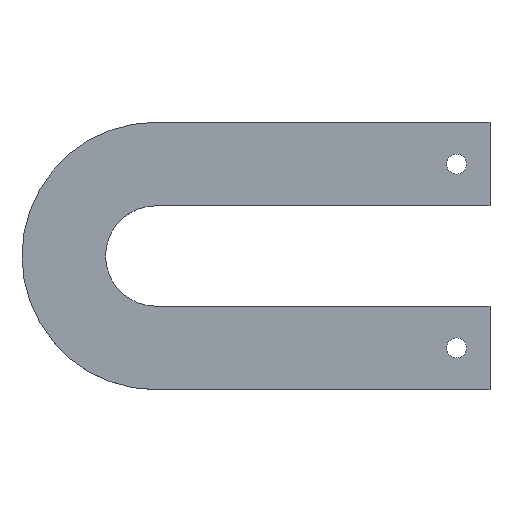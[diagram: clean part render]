
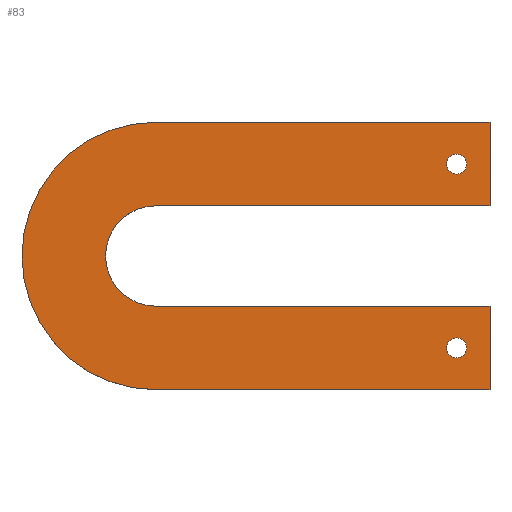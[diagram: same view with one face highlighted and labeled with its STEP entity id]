
A CAD part, top view. The second image highlights one B-rep face of the part: STEP entity #83.
In plain terms, the highlighted planar face has unit normal (0, 0, 1).
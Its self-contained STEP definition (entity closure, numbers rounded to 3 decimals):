
#83=ADVANCED_FACE('',(#106,#107,#108),#109,.T.);
#106=FACE_BOUND('',#136,.T.);
#107=FACE_BOUND('',#137,.T.);
#108=FACE_OUTER_BOUND('',#138,.T.);
#109=PLANE('',#139);
#136=EDGE_LOOP('',(#200));
#137=EDGE_LOOP('',(#201));
#138=EDGE_LOOP('',(#202,#203,#204,#205,#206,#207,#208,#209));
#139=AXIS2_PLACEMENT_3D('',#210,#211,#212);
#200=ORIENTED_EDGE('',*,*,#241,.T.);
#201=ORIENTED_EDGE('',*,*,#243,.T.);
#202=ORIENTED_EDGE('',*,*,#264,.T.);
#203=ORIENTED_EDGE('',*,*,#257,.T.);
#204=ORIENTED_EDGE('',*,*,#263,.T.);
#205=ORIENTED_EDGE('',*,*,#261,.T.);
#206=ORIENTED_EDGE('',*,*,#265,.T.);
#207=ORIENTED_EDGE('',*,*,#247,.T.);
#208=ORIENTED_EDGE('',*,*,#253,.T.);
#209=ORIENTED_EDGE('',*,*,#251,.T.);
#210=CARTESIAN_POINT('',(0.0,0.0,10.0));
#211=DIRECTION('',(0.0,0.0,1.0));
#212=DIRECTION('',(1.0,0.0,0.0));
#241=EDGE_CURVE('',#270,#270,#271,.T.);
#243=EDGE_CURVE('',#274,#274,#275,.T.);
#247=EDGE_CURVE('',#277,#281,#283,.T.);
#251=EDGE_CURVE('',#284,#289,#291,.T.);
#253=EDGE_CURVE('',#281,#284,#293,.T.);
#257=EDGE_CURVE('',#295,#299,#301,.T.);
#261=EDGE_CURVE('',#302,#307,#309,.T.);
#263=EDGE_CURVE('',#299,#302,#311,.T.);
#264=EDGE_CURVE('',#289,#295,#312,.T.);
#265=EDGE_CURVE('',#307,#277,#313,.T.);
#270=VERTEX_POINT('',#318);
#271=CIRCLE('',#319,3.0);
#274=VERTEX_POINT('',#322);
#275=CIRCLE('',#323,3.0);
#277=VERTEX_POINT('',#325);
#281=VERTEX_POINT('',#331);
#283=LINE('',#334,#335);
#284=VERTEX_POINT('',#336);
#289=VERTEX_POINT('',#343);
#291=LINE('',#346,#347);
#293=LINE('',#350,#351);
#295=VERTEX_POINT('',#353);
#299=VERTEX_POINT('',#359);
#301=LINE('',#362,#363);
#302=VERTEX_POINT('',#364);
#307=VERTEX_POINT('',#371);
#309=LINE('',#374,#375);
#311=LINE('',#378,#379);
#312=CIRCLE('',#380,15.0);
#313=CIRCLE('',#381,40.0);
#318=CARTESIAN_POINT('',(93.0,27.5,10.0));
#319=AXIS2_PLACEMENT_3D('',#387,#388,#389);
#322=CARTESIAN_POINT('',(93.0,-27.5,10.0));
#323=AXIS2_PLACEMENT_3D('',#393,#394,#395);
#325=CARTESIAN_POINT('',(0.0,-40.0,10.0));
#331=CARTESIAN_POINT('',(100.0,-40.0,10.0));
#334=CARTESIAN_POINT('',(50.0,-40.0,10.0));
#335=VECTOR('',#399,1.0);
#336=CARTESIAN_POINT('',(100.0,-15.0,10.0));
#343=CARTESIAN_POINT('',(0.0,-15.0,10.0));
#346=CARTESIAN_POINT('',(50.0,-15.0,10.0));
#347=VECTOR('',#403,1.0);
#350=CARTESIAN_POINT('',(100.0,-27.5,10.0));
#351=VECTOR('',#405,1.0);
#353=CARTESIAN_POINT('',(0.0,15.0,10.0));
#359=CARTESIAN_POINT('',(100.0,15.0,10.0));
#362=CARTESIAN_POINT('',(50.0,15.0,10.0));
#363=VECTOR('',#409,1.0);
#364=CARTESIAN_POINT('',(100.0,40.0,10.0));
#371=CARTESIAN_POINT('',(0.0,40.0,10.0));
#374=CARTESIAN_POINT('',(50.0,40.0,10.0));
#375=VECTOR('',#413,1.0);
#378=CARTESIAN_POINT('',(100.0,27.5,10.0));
#379=VECTOR('',#415,1.0);
#380=AXIS2_PLACEMENT_3D('',#416,#417,#418);
#381=AXIS2_PLACEMENT_3D('',#419,#420,#421);
#387=CARTESIAN_POINT('',(90.0,27.5,10.0));
#388=DIRECTION('',(-0.0,0.0,-1.0));
#389=DIRECTION('',(-1.0,0.0,0.0));
#393=CARTESIAN_POINT('',(90.0,-27.5,10.0));
#394=DIRECTION('',(-0.0,0.0,-1.0));
#395=DIRECTION('',(-1.0,0.0,0.0));
#399=DIRECTION('',(1.0,0.0,0.0));
#403=DIRECTION('',(-1.0,0.0,0.0));
#405=DIRECTION('',(0.0,1.0,0.0));
#409=DIRECTION('',(1.0,0.0,0.0));
#413=DIRECTION('',(-1.0,0.0,0.0));
#415=DIRECTION('',(0.0,1.0,0.0));
#416=CARTESIAN_POINT('',(0.0,0.0,10.0));
#417=DIRECTION('',(0.0,0.0,-1.0));
#418=DIRECTION('',(1.0,0.0,0.0));
#419=CARTESIAN_POINT('',(0.0,0.0,10.0));
#420=DIRECTION('',(0.0,0.0,1.0));
#421=DIRECTION('',(1.0,0.0,0.0));
